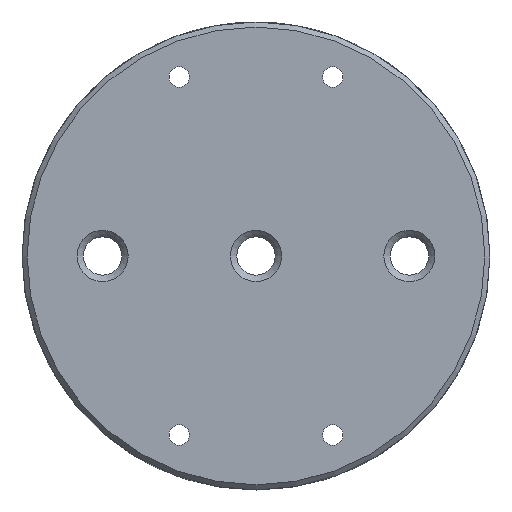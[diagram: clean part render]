
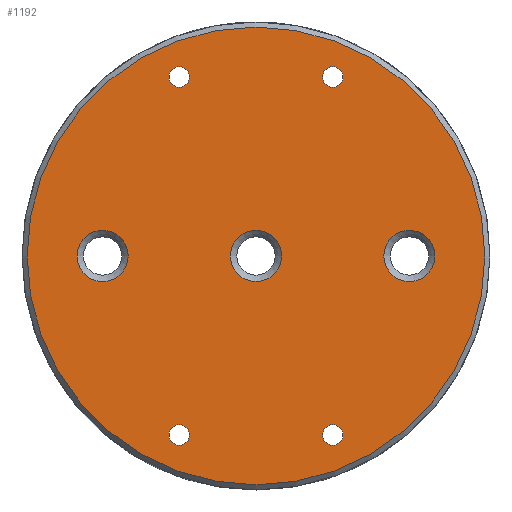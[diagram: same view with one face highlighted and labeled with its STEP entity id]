
A CAD part, top view. The second image highlights one B-rep face of the part: STEP entity #1192.
In plain terms, the highlighted planar face has unit normal (0, 0, 1).
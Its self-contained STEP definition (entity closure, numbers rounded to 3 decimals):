
#282=CARTESIAN_POINT('',(43.2,114.,14.25));
#283=VERTEX_POINT('',#282);
#298=CARTESIAN_POINT('',(44.8,114.,14.25));
#299=VERTEX_POINT('',#298);
#300=CARTESIAN_POINT('',(44.,114.,14.25));
#301=DIRECTION('',(0.,0.,1.));
#302=DIRECTION('',(1.,0.,-0.));
#303=AXIS2_PLACEMENT_3D('',#300,#301,#302);
#304=CIRCLE('',#303,0.8);
#305=EDGE_CURVE('',#283,#299,#304,.T.);
#307=CARTESIAN_POINT('',(44.,114.,14.25));
#308=DIRECTION('',(0.,0.,1.));
#309=DIRECTION('',(1.,0.,-0.));
#310=AXIS2_PLACEMENT_3D('',#307,#308,#309);
#311=CIRCLE('',#310,0.8);
#312=EDGE_CURVE('',#299,#283,#311,.T.);
#324=CARTESIAN_POINT('',(55.2,114.,14.25));
#325=VERTEX_POINT('',#324);
#340=CARTESIAN_POINT('',(56.8,114.,14.25));
#341=VERTEX_POINT('',#340);
#342=CARTESIAN_POINT('',(56.,114.,14.25));
#343=DIRECTION('',(0.,0.,1.));
#344=DIRECTION('',(1.,0.,-0.));
#345=AXIS2_PLACEMENT_3D('',#342,#343,#344);
#346=CIRCLE('',#345,0.8);
#347=EDGE_CURVE('',#325,#341,#346,.T.);
#349=CARTESIAN_POINT('',(56.,114.,14.25));
#350=DIRECTION('',(0.,0.,1.));
#351=DIRECTION('',(1.,0.,-0.));
#352=AXIS2_PLACEMENT_3D('',#349,#350,#351);
#353=CIRCLE('',#352,0.8);
#354=EDGE_CURVE('',#341,#325,#353,.T.);
#1086=CARTESIAN_POINT('',(-132.,238.,14.25));
#1087=DIRECTION('',(0.,0.,1.));
#1088=DIRECTION('',(-1.,0.,0.));
#1089=AXIS2_PLACEMENT_3D('',#1086,#1087,#1088);
#1090=PLANE('',#1089);
#1091=ORIENTED_EDGE('',*,*,#347,.F.);
#1092=ORIENTED_EDGE('',*,*,#354,.F.);
#1093=EDGE_LOOP('',(#1091,#1092));
#1094=FACE_BOUND('',#1093,.T.);
#1095=ORIENTED_EDGE('',*,*,#305,.F.);
#1096=ORIENTED_EDGE('',*,*,#312,.F.);
#1097=EDGE_LOOP('',(#1095,#1096));
#1098=FACE_BOUND('',#1097,.T.);
#1099=CARTESIAN_POINT('',(43.2,86.,14.25));
#1100=VERTEX_POINT('',#1099);
#1101=CARTESIAN_POINT('',(44.8,86.,14.25));
#1102=VERTEX_POINT('',#1101);
#1103=CARTESIAN_POINT('',(44.,86.,14.25));
#1104=DIRECTION('',(0.,0.,1.));
#1105=DIRECTION('',(1.,0.,-0.));
#1106=AXIS2_PLACEMENT_3D('',#1103,#1104,#1105);
#1107=CIRCLE('',#1106,0.8);
#1108=EDGE_CURVE('',#1100,#1102,#1107,.T.);
#1109=ORIENTED_EDGE('',*,*,#1108,.F.);
#1110=CARTESIAN_POINT('',(44.,86.,14.25));
#1111=DIRECTION('',(0.,0.,1.));
#1112=DIRECTION('',(1.,0.,-0.));
#1113=AXIS2_PLACEMENT_3D('',#1110,#1111,#1112);
#1114=CIRCLE('',#1113,0.8);
#1115=EDGE_CURVE('',#1102,#1100,#1114,.T.);
#1116=ORIENTED_EDGE('',*,*,#1115,.F.);
#1117=EDGE_LOOP('',(#1109,#1116));
#1118=FACE_BOUND('',#1117,.T.);
#1119=CARTESIAN_POINT('',(55.2,86.,14.25));
#1120=VERTEX_POINT('',#1119);
#1121=CARTESIAN_POINT('',(56.8,86.,14.25));
#1122=VERTEX_POINT('',#1121);
#1123=CARTESIAN_POINT('',(56.,86.,14.25));
#1124=DIRECTION('',(0.,0.,1.));
#1125=DIRECTION('',(1.,0.,-0.));
#1126=AXIS2_PLACEMENT_3D('',#1123,#1124,#1125);
#1127=CIRCLE('',#1126,0.8);
#1128=EDGE_CURVE('',#1120,#1122,#1127,.T.);
#1129=ORIENTED_EDGE('',*,*,#1128,.F.);
#1130=CARTESIAN_POINT('',(56.,86.,14.25));
#1131=DIRECTION('',(0.,0.,1.));
#1132=DIRECTION('',(1.,0.,-0.));
#1133=AXIS2_PLACEMENT_3D('',#1130,#1131,#1132);
#1134=CIRCLE('',#1133,0.8);
#1135=EDGE_CURVE('',#1122,#1120,#1134,.T.);
#1136=ORIENTED_EDGE('',*,*,#1135,.F.);
#1137=EDGE_LOOP('',(#1129,#1136));
#1138=FACE_BOUND('',#1137,.T.);
#1139=CARTESIAN_POINT('',(64.,100.,14.25));
#1140=VERTEX_POINT('',#1139);
#1141=CARTESIAN_POINT('',(62.,100.,14.25));
#1142=DIRECTION('',(-0.,-0.,-1.));
#1143=DIRECTION('',(1.,0.,-0.));
#1144=AXIS2_PLACEMENT_3D('',#1141,#1142,#1143);
#1145=CIRCLE('',#1144,2.);
#1146=EDGE_CURVE('',#1140,#1140,#1145,.T.);
#1147=ORIENTED_EDGE('',*,*,#1146,.T.);
#1148=EDGE_LOOP('',(#1147));
#1149=FACE_BOUND('',#1148,.T.);
#1150=CARTESIAN_POINT('',(52.,100.,14.25));
#1151=VERTEX_POINT('',#1150);
#1152=CARTESIAN_POINT('',(50.,100.,14.25));
#1153=DIRECTION('',(-0.,-0.,-1.));
#1154=DIRECTION('',(1.,0.,-0.));
#1155=AXIS2_PLACEMENT_3D('',#1152,#1153,#1154);
#1156=CIRCLE('',#1155,2.);
#1157=EDGE_CURVE('',#1151,#1151,#1156,.T.);
#1158=ORIENTED_EDGE('',*,*,#1157,.T.);
#1159=EDGE_LOOP('',(#1158));
#1160=FACE_BOUND('',#1159,.T.);
#1161=CARTESIAN_POINT('',(40.,100.,14.25));
#1162=VERTEX_POINT('',#1161);
#1163=CARTESIAN_POINT('',(38.,100.,14.25));
#1164=DIRECTION('',(-0.,-0.,-1.));
#1165=DIRECTION('',(1.,0.,-0.));
#1166=AXIS2_PLACEMENT_3D('',#1163,#1164,#1165);
#1167=CIRCLE('',#1166,2.);
#1168=EDGE_CURVE('',#1162,#1162,#1167,.T.);
#1169=ORIENTED_EDGE('',*,*,#1168,.T.);
#1170=EDGE_LOOP('',(#1169));
#1171=FACE_BOUND('',#1170,.T.);
#1172=CARTESIAN_POINT('',(67.9,100.,14.25));
#1173=VERTEX_POINT('',#1172);
#1174=CARTESIAN_POINT('',(32.1,100.,14.25));
#1175=VERTEX_POINT('',#1174);
#1176=CARTESIAN_POINT('',(50.,100.,14.25));
#1177=DIRECTION('',(0.,0.,1.));
#1178=DIRECTION('',(1.,0.,-0.));
#1179=AXIS2_PLACEMENT_3D('',#1176,#1177,#1178);
#1180=CIRCLE('',#1179,17.9);
#1181=EDGE_CURVE('',#1173,#1175,#1180,.T.);
#1182=ORIENTED_EDGE('',*,*,#1181,.T.);
#1183=CARTESIAN_POINT('',(50.,100.,14.25));
#1184=DIRECTION('',(0.,0.,1.));
#1185=DIRECTION('',(1.,0.,-0.));
#1186=AXIS2_PLACEMENT_3D('',#1183,#1184,#1185);
#1187=CIRCLE('',#1186,17.9);
#1188=EDGE_CURVE('',#1175,#1173,#1187,.T.);
#1189=ORIENTED_EDGE('',*,*,#1188,.T.);
#1190=EDGE_LOOP('',(#1182,#1189));
#1191=FACE_BOUND('',#1190,.T.);
#1192=ADVANCED_FACE('',(#1094,#1098,#1118,#1138,#1149,#1160,#1171,#1191),#1090,.T.);
